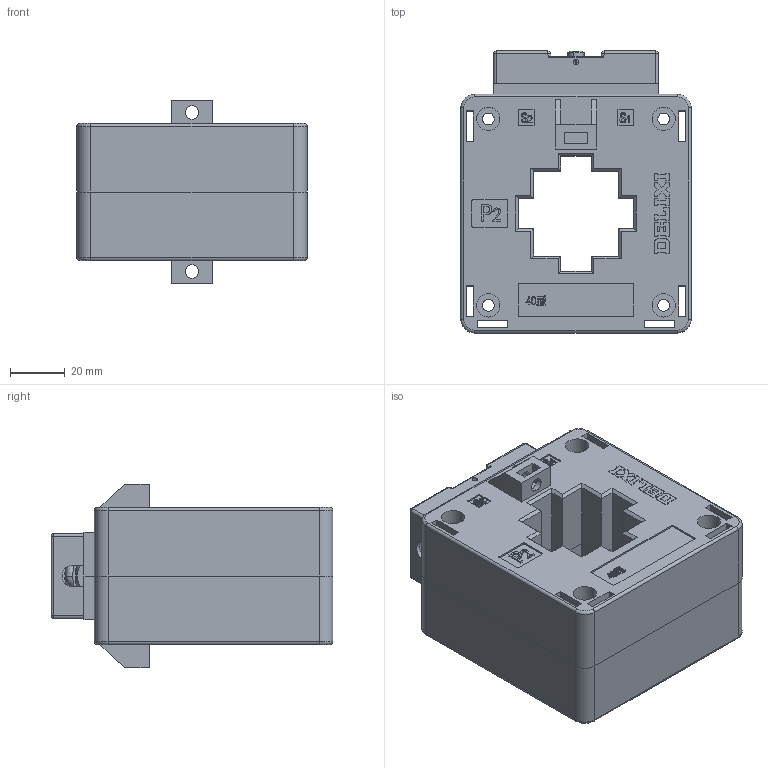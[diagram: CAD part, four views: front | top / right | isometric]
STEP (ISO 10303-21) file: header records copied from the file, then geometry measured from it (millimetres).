
FILE_DESCRIPTION (( 'STEP AP203' ), '1' );
FILE_NAME ('40L 装配.STEP', '2024-01-11T01:28:13', ( '微软用户' ), ( '微软中国' ), 'SwSTEP 2.0', 'SolidWorks 2019', '' );
FILE_SCHEMA (( 'CONFIG_CONTROL_DESIGN' ));
Length unit declared in the file: millimetre
Products named in the file (9): 蹟隊; 40L 蚾饜; 40 LP2 ; 諉盄蹟佪; 40 LP1; M4蹟譫; 裔; 諉盄啣; 肣И璃5x10陔
Assembly tree (11 placements, depth 2):
  40L 蚾饜
    40 LP1
    40 LP2 
    M4蹟譫
    肣И璃5x10陔  x2
    諉盄啣  x2
    諉盄蹟佪  x2
    裔
    蹟隊
Bounding box: 84 x 102.8 x 67 mm (x, y, z)
Volume: 95084.7 mm3; surface area: 104353.7 mm2
Topology: 11 solids, 11 shells, 1545 faces, 4105 edges, 2669 vertices
Faces by surface type: plane 1084, cylinder 231, bspline 139, cone 57, torus 18, sphere 16
Entity records: 53021 total; most frequent: CARTESIAN_POINT 15988, ORIENTED_EDGE 7802, DIRECTION 6758, EDGE_CURVE 3901, LINE 3072, VECTOR 3072, VERTEX_POINT 2549, AXIS2_PLACEMENT_3D 1843
